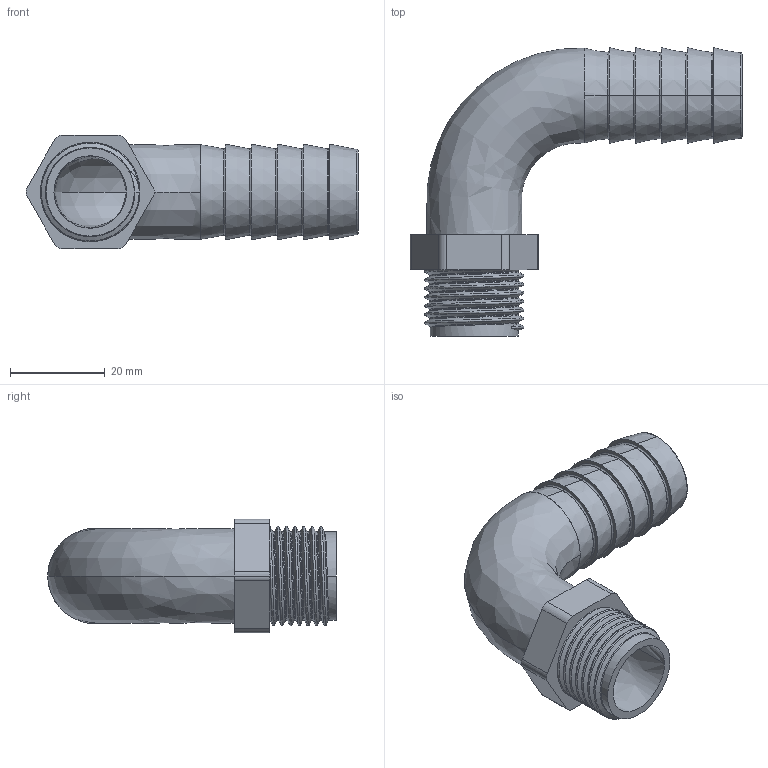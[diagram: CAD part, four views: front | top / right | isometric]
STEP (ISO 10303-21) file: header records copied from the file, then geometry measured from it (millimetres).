
FILE_DESCRIPTION (( 'STEP AP203' ), '1' );
FILE_NAME ('00131_0320.STEP', '2017-05-09T14:41:25', ( '' ), ( '' ), 'SwSTEP 2.0', 'SolidWorks 2011', '' );
FILE_SCHEMA (( 'CONFIG_CONTROL_DESIGN' ));
Length unit declared in the file: millimetre
Products named in the file (1): 00131_0320
Bounding box: 70.05 x 60.9 x 24 mm (x, y, z)
Volume: 13114.1 mm3; surface area: 12232.3 mm2
Topology: 1 solids, 1 shells, 86 faces, 204 edges, 127 vertices
Faces by surface type: torus 25, cylinder 22, plane 16, cone 14, bspline 9
Entity records: 7489 total; most frequent: CARTESIAN_POINT 5504, ORIENTED_EDGE 408, DIRECTION 406, EDGE_CURVE 204, AXIS2_PLACEMENT_3D 176, VERTEX_POINT 127, CIRCLE 98, EDGE_LOOP 95
